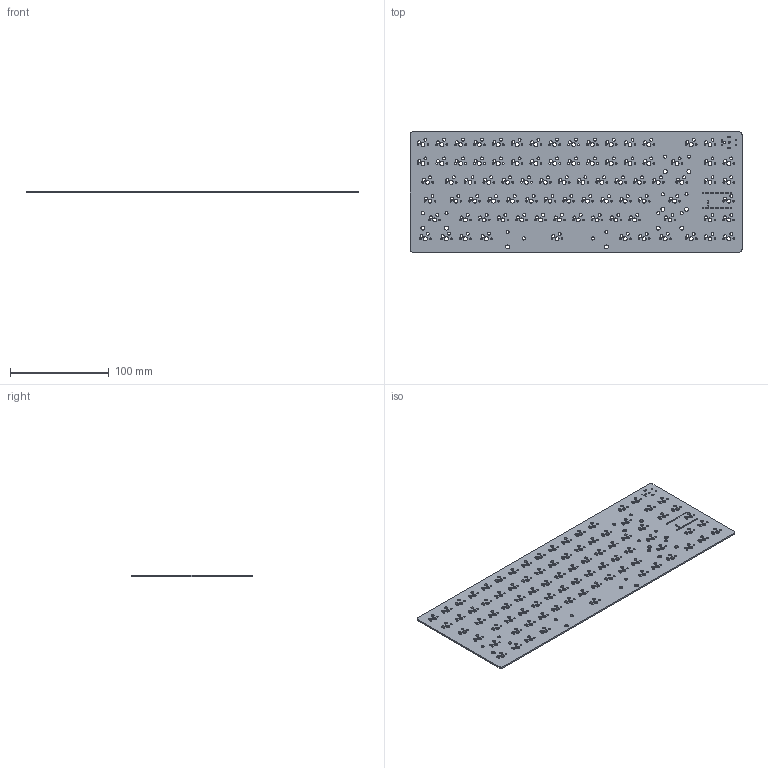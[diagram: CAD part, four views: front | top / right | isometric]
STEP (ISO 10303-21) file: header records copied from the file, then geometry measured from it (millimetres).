
FILE_DESCRIPTION(('KiCad electronic assembly'),'2;1');
FILE_NAME('Kicad Project.step','2025-07-22T14:56:20',('Pcbnew'),('Kicad' ),'Open CASCADE STEP processor 7.8','KiCad to STEP converter', 'Unknown');
FILE_SCHEMA(('AUTOMOTIVE_DESIGN { 1 0 10303 214 1 1 1 1 }'));
Length unit declared in the file: millimetre
Products named in the file (2): Kicad Project 1; Kicad Project_PCB
Assembly tree (1 placements, depth 2):
  Kicad Project 1
    Kicad Project_PCB
Bounding box: 336 x 122 x 1.51 mm (x, y, z)
Volume: 57414 mm3; surface area: 83491.7 mm2
Topology: 1 solids, 1 shells, 507 faces, 1515 edges, 1010 vertices
Faces by surface type: cylinder 495, plane 12
Full cylindrical faces by diameter (mm): 1 x5, 1.092 x27, 1.75 x172, 2.1 x1, 3 x172, 3.048 x10, 3.2 x2, 3.988 x96
Entity records: 19668 total; most frequent: DIRECTION 3523, CARTESIAN_POINT 3034, ORIENTED_EDGE 3030, EDGE_CURVE 1515, AXIS2_PLACEMENT_3D 1499, FACE_BOUND 1483, EDGE_LOOP 1483, VERTEX_POINT 1010
